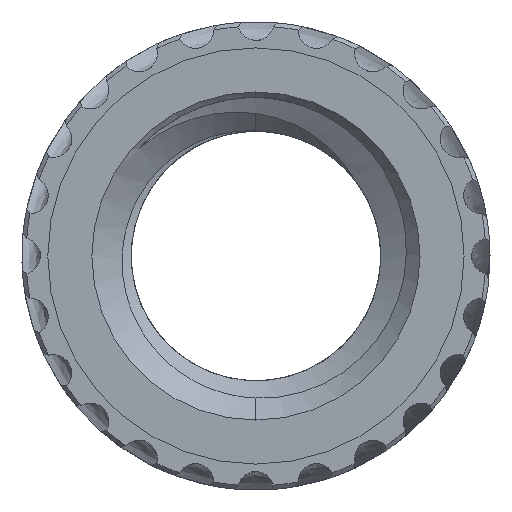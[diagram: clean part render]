
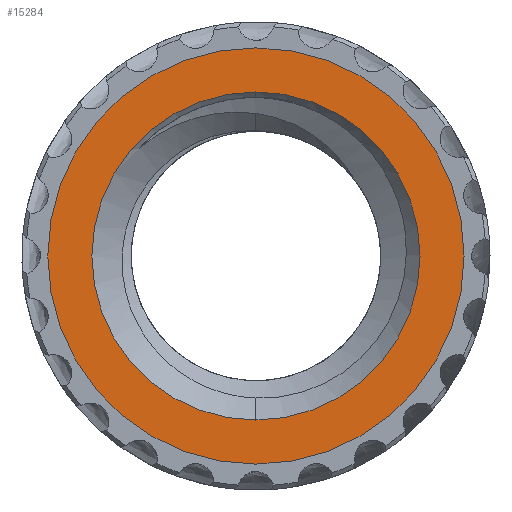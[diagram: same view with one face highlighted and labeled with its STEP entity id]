
A CAD part, front view. The second image highlights one B-rep face of the part: STEP entity #15284.
In plain terms, the highlighted planar face has unit normal (0, -1, 0).
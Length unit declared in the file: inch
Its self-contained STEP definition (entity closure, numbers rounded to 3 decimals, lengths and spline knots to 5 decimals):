
#116 = DIRECTION ( 'NONE',  ( 0., -1., 0. ) ) ;
#786 = CARTESIAN_POINT ( 'NONE',  ( 0., 0., 0.1245 ) ) ;
#961 = CARTESIAN_POINT ( 'NONE',  ( 0., 0., 0. ) ) ;
#1764 = EDGE_CURVE ( 'NONE', #6027, #11451, #2644, .T. ) ;
#1993 = ORIENTED_EDGE ( 'NONE', *, *, #10377, .T. ) ;
#2644 = CIRCLE ( 'NONE', #16743, 0.09813 ) ;
#2967 = CARTESIAN_POINT ( 'NONE',  ( 0.1245, 0., 0. ) ) ;
#3314 = ORIENTED_EDGE ( 'NONE', *, *, #1764, .F. ) ;
#5120 = AXIS2_PLACEMENT_3D ( 'NONE', #16715, #7918, #15302 ) ;
#5945 = ORIENTED_EDGE ( 'NONE', *, *, #11712, .T. ) ;
#6027 = VERTEX_POINT ( 'NONE', #16789 ) ;
#6934 = FACE_BOUND ( 'NONE', #10644, .T. ) ;
#7281 = DIRECTION ( 'NONE',  ( 0., 0., -1. ) ) ;
#7726 = DIRECTION ( 'NONE',  ( 0., -1., 0. ) ) ;
#7918 = DIRECTION ( 'NONE',  ( 0., -1., 0. ) ) ;
#8213 = DIRECTION ( 'NONE',  ( 0., -1., 0. ) ) ;
#8742 = DIRECTION ( 'NONE',  ( 0., -1., 0. ) ) ;
#8942 = DIRECTION ( 'NONE',  ( 0., 0., -1. ) ) ;
#9147 = AXIS2_PLACEMENT_3D ( 'NONE', #961, #8213, #14140 ) ;
#9411 = VERTEX_POINT ( 'NONE', #786 ) ;
#10377 = EDGE_CURVE ( 'NONE', #18188, #9411, #18718, .T. ) ;
#10644 = EDGE_LOOP ( 'NONE', ( #3314, #13883 ) ) ;
#11297 = CIRCLE ( 'NONE', #15925, 0.09813 ) ;
#11451 = VERTEX_POINT ( 'NONE', #15240 ) ;
#11511 = EDGE_LOOP ( 'NONE', ( #1993, #5945 ) ) ;
#11712 = EDGE_CURVE ( 'NONE', #9411, #18188, #16641, .T. ) ;
#11953 = FACE_OUTER_BOUND ( 'NONE', #11511, .T. ) ;
#11957 = EDGE_CURVE ( 'NONE', #11451, #6027, #11297, .T. ) ;
#13265 = CARTESIAN_POINT ( 'NONE',  ( 0., 0., 0. ) ) ;
#13883 = ORIENTED_EDGE ( 'NONE', *, *, #11957, .F. ) ;
#14140 = DIRECTION ( 'NONE',  ( 0., 0., -1. ) ) ;
#14761 = DIRECTION ( 'NONE',  ( 0., 0., -1. ) ) ;
#14799 = CARTESIAN_POINT ( 'NONE',  ( 0., 0., 0. ) ) ;
#15240 = CARTESIAN_POINT ( 'NONE',  ( 0., 0., 0.09813 ) ) ;
#15284 = ADVANCED_FACE ( 'NONE', ( #6934, #11953 ), #16068, .T. ) ;
#15302 = DIRECTION ( 'NONE',  ( 0., 0., -1. ) ) ;
#15590 = CARTESIAN_POINT ( 'NONE',  ( 0., 0., -0.1245 ) ) ;
#15925 = AXIS2_PLACEMENT_3D ( 'NONE', #13265, #116, #14761 ) ;
#16068 = PLANE ( 'NONE',  #18660 ) ;
#16641 = CIRCLE ( 'NONE', #9147, 0.1245 ) ;
#16715 = CARTESIAN_POINT ( 'NONE',  ( 0., 0., 0. ) ) ;
#16743 = AXIS2_PLACEMENT_3D ( 'NONE', #14799, #7726, #8942 ) ;
#16789 = CARTESIAN_POINT ( 'NONE',  ( 0., 0., -0.09813 ) ) ;
#18188 = VERTEX_POINT ( 'NONE', #15590 ) ;
#18660 = AXIS2_PLACEMENT_3D ( 'NONE', #2967, #8742, #7281 ) ;
#18718 = CIRCLE ( 'NONE', #5120, 0.1245 ) ;
